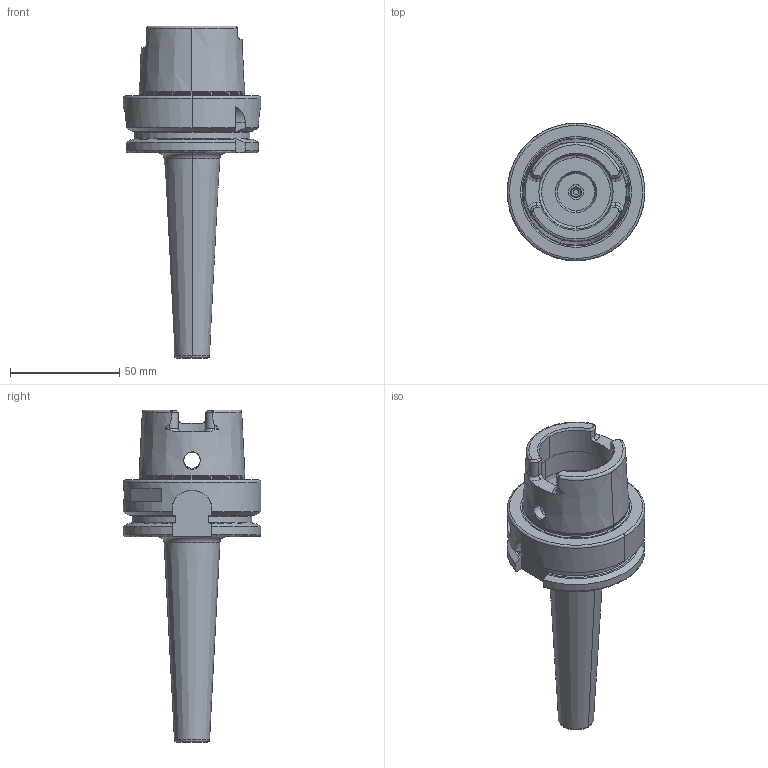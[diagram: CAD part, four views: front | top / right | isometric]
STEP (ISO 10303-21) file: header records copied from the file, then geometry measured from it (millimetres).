
FILE_DESCRIPTION((''),'2;1');
FILE_NAME('A63_72_10_1','2020-05-14T',('103090'),(''),'CREO PARAMETRIC BY PTC INC, 2015290','CREO PARAMETRIC BY PTC INC, 2015290','');
FILE_SCHEMA(('CONFIG_CONTROL_DESIGN'));
Length unit declared in the file: millimetre
Products named in the file (1): A63_72_10_1
Bounding box: 63 x 63 x 152 mm (x, y, z)
Volume: 109417.9 mm3; surface area: 30297 mm2
Topology: 1 solids, 1 shells, 182 faces, 456 edges, 285 vertices
Faces by surface type: plane 58, cylinder 49, cone 40, torus 35
Entity records: 6178 total; most frequent: CARTESIAN_POINT 1832, DIRECTION 913, ORIENTED_EDGE 904, EDGE_CURVE 452, AXIS2_PLACEMENT_3D 378, VERTEX_POINT 281, EDGE_LOOP 195, CIRCLE 193
